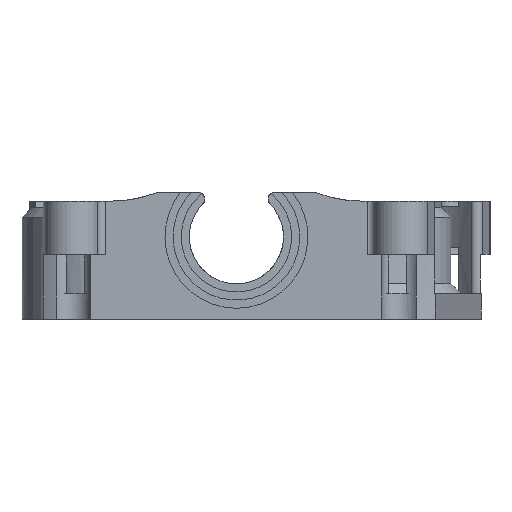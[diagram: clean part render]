
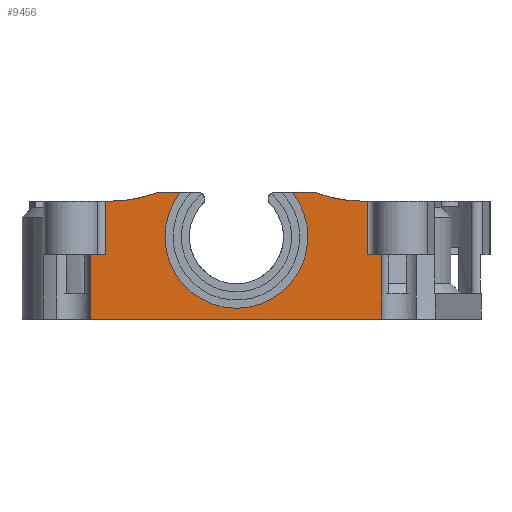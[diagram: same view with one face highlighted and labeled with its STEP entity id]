
A CAD part, front view. The second image highlights one B-rep face of the part: STEP entity #9456.
In plain terms, the highlighted planar face has unit normal (0, -1, 0).
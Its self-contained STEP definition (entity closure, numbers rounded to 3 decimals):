
#1532=LINE('',#18244,#2158);
#1610=LINE('',#19685,#2236);
#1613=LINE('',#19691,#2239);
#1639=LINE('',#19886,#2265);
#1640=LINE('',#19902,#2266);
#1641=LINE('',#19904,#2267);
#1642=LINE('',#19906,#2268);
#1643=LINE('',#19907,#2269);
#1644=LINE('',#19909,#2270);
#1645=LINE('',#19911,#2271);
#1646=LINE('',#19912,#2272);
#2158=VECTOR('',#10550,10.);
#2236=VECTOR('',#10882,10.);
#2239=VECTOR('',#10887,10.);
#2265=VECTOR('',#10971,10.);
#2266=VECTOR('',#10996,10.);
#2267=VECTOR('',#10997,10.);
#2268=VECTOR('',#10998,10.);
#2269=VECTOR('',#10999,10.);
#2270=VECTOR('',#11000,10.);
#2271=VECTOR('',#11001,10.);
#2272=VECTOR('',#11002,10.);
#2422=PLANE('',#9789);
#2887=FACE_OUTER_BOUND('',#3424,.T.);
#3424=EDGE_LOOP('',(#8603,#8604,#8605,#8606,#8607,#8608,#8609,#8610,#8611,
#8612,#8613,#8614,#8615,#8616));
#3618=CIRCLE('',#9786,11.);
#3620=CIRCLE('',#9790,20.);
#3621=CIRCLE('',#9791,20.);
#4387=VERTEX_POINT('',#18241);
#4388=VERTEX_POINT('',#18243);
#4555=VERTEX_POINT('',#19682);
#4556=VERTEX_POINT('',#19684);
#4557=VERTEX_POINT('',#19688);
#4558=VERTEX_POINT('',#19690);
#4591=VERTEX_POINT('',#19883);
#4592=VERTEX_POINT('',#19885);
#4594=VERTEX_POINT('',#19899);
#4595=VERTEX_POINT('',#19901);
#4596=VERTEX_POINT('',#19903);
#4597=VERTEX_POINT('',#19905);
#4598=VERTEX_POINT('',#19908);
#4599=VERTEX_POINT('',#19910);
#5688=EDGE_CURVE('',#4388,#4387,#1532,.T.);
#5914=EDGE_CURVE('',#4555,#4556,#1610,.T.);
#5917=EDGE_CURVE('',#4557,#4558,#1613,.T.);
#5966=EDGE_CURVE('',#4591,#4592,#1639,.T.);
#5971=EDGE_CURVE('',#4558,#4555,#3618,.T.);
#5973=EDGE_CURVE('',#4594,#4557,#3620,.T.);
#5974=EDGE_CURVE('',#4595,#4594,#1640,.T.);
#5975=EDGE_CURVE('',#4595,#4596,#1641,.T.);
#5976=EDGE_CURVE('',#4597,#4596,#1642,.T.);
#5977=EDGE_CURVE('',#4388,#4597,#1643,.T.);
#5978=EDGE_CURVE('',#4387,#4598,#1644,.T.);
#5979=EDGE_CURVE('',#4599,#4598,#1645,.T.);
#5980=EDGE_CURVE('',#4592,#4599,#1646,.T.);
#5981=EDGE_CURVE('',#4556,#4591,#3621,.T.);
#8603=ORIENTED_EDGE('',*,*,#5971,.F.);
#8604=ORIENTED_EDGE('',*,*,#5917,.F.);
#8605=ORIENTED_EDGE('',*,*,#5973,.F.);
#8606=ORIENTED_EDGE('',*,*,#5974,.F.);
#8607=ORIENTED_EDGE('',*,*,#5975,.T.);
#8608=ORIENTED_EDGE('',*,*,#5976,.F.);
#8609=ORIENTED_EDGE('',*,*,#5977,.F.);
#8610=ORIENTED_EDGE('',*,*,#5688,.T.);
#8611=ORIENTED_EDGE('',*,*,#5978,.T.);
#8612=ORIENTED_EDGE('',*,*,#5979,.F.);
#8613=ORIENTED_EDGE('',*,*,#5980,.F.);
#8614=ORIENTED_EDGE('',*,*,#5966,.F.);
#8615=ORIENTED_EDGE('',*,*,#5981,.F.);
#8616=ORIENTED_EDGE('',*,*,#5914,.F.);
#9456=ADVANCED_FACE('',(#2887),#2422,.F.);
#9786=AXIS2_PLACEMENT_3D('',#19895,#10986,#10987);
#9789=AXIS2_PLACEMENT_3D('',#19898,#10992,#10993);
#9790=AXIS2_PLACEMENT_3D('',#19900,#10994,#10995);
#9791=AXIS2_PLACEMENT_3D('',#19913,#11003,#11004);
#10550=DIRECTION('',(1.,0.,0.));
#10882=DIRECTION('',(1.,0.,0.));
#10887=DIRECTION('',(1.,0.,0.));
#10971=DIRECTION('',(1.,0.,0.));
#10986=DIRECTION('center_axis',(0.,-1.,0.));
#10987=DIRECTION('ref_axis',(1.,0.,0.));
#10992=DIRECTION('center_axis',(0.,1.,0.));
#10993=DIRECTION('ref_axis',(-1.,0.,0.));
#10994=DIRECTION('center_axis',(0.,-1.,0.));
#10995=DIRECTION('ref_axis',(0.475,0.,-0.88));
#10996=DIRECTION('',(1.,0.,0.));
#10997=DIRECTION('',(0.,0.,-1.));
#10998=DIRECTION('',(1.,0.,0.));
#10999=DIRECTION('',(0.,0.,1.));
#11000=DIRECTION('',(0.,0.,1.));
#11001=DIRECTION('',(1.,0.,0.));
#11002=DIRECTION('',(0.,0.,-1.));
#11003=DIRECTION('center_axis',(0.,-1.,0.));
#11004=DIRECTION('ref_axis',(0.,0.,
-1.));
#18241=CARTESIAN_POINT('',(22.4,-21.4,0.));
#18243=CARTESIAN_POINT('',(-22.4,-21.4,0.));
#18244=CARTESIAN_POINT('',(20.068,-21.4,0.));
#19682=CARTESIAN_POINT('',(8.646,-21.4,19.5));
#19684=CARTESIAN_POINT('',(12.156,-21.4,19.5));
#19685=CARTESIAN_POINT('',(17.278,-21.4,19.5));
#19688=CARTESIAN_POINT('',(-12.156,-21.4,19.5));
#19690=CARTESIAN_POINT('',(-8.646,-21.4,19.5));
#19691=CARTESIAN_POINT('',(17.278,-21.4,19.5));
#19883=CARTESIAN_POINT('',(19.249,-21.4,18.2));
#19885=CARTESIAN_POINT('',(20.135,-21.4,18.2));
#19886=CARTESIAN_POINT('',(32.218,-21.4,18.2));
#19895=CARTESIAN_POINT('Origin',(0.,-21.4,
12.7));
#19898=CARTESIAN_POINT('Origin',(22.4,-21.4,0.));
#19899=CARTESIAN_POINT('',(-19.249,-21.4,18.2));
#19900=CARTESIAN_POINT('Origin',(-19.249,-21.4,38.2));
#19901=CARTESIAN_POINT('',(-20.135,-21.4,18.2));
#19902=CARTESIAN_POINT('',(1.576,-21.4,18.2));
#19903=CARTESIAN_POINT('',(-20.135,-21.4,10.));
#19904=CARTESIAN_POINT('',(-20.135,-21.4,0.));
#19905=CARTESIAN_POINT('',(-22.4,-21.4,10.));
#19906=CARTESIAN_POINT('',(-20.135,-21.4,10.));
#19907=CARTESIAN_POINT('',(-22.4,-21.4,0.));
#19908=CARTESIAN_POINT('',(22.4,-21.4,10.));
#19909=CARTESIAN_POINT('',(22.4,-21.4,0.));
#19910=CARTESIAN_POINT('',(20.135,-21.4,10.));
#19911=CARTESIAN_POINT('',(20.135,-21.4,10.));
#19912=CARTESIAN_POINT('',(20.135,-21.4,0.));
#19913=CARTESIAN_POINT('Origin',(19.249,-21.4,38.2));
